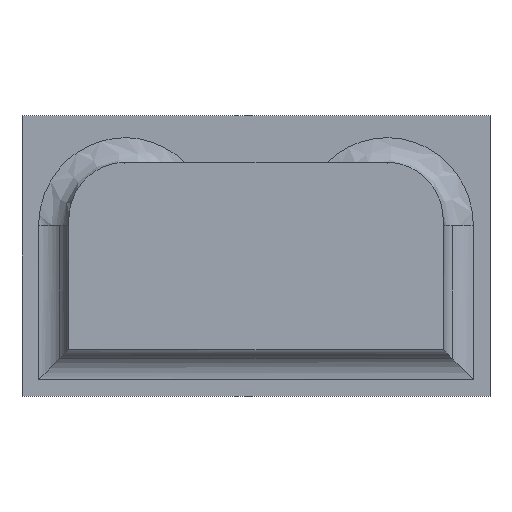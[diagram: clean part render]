
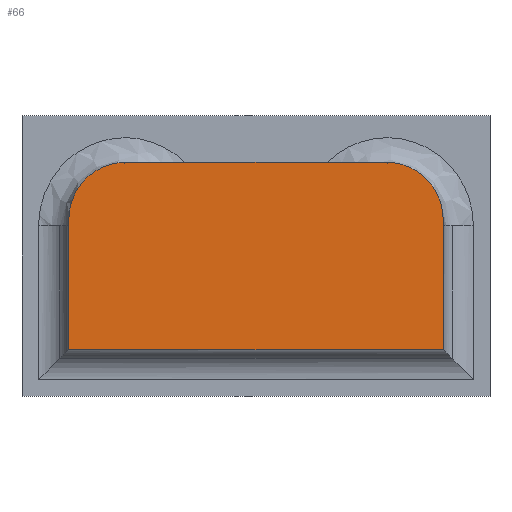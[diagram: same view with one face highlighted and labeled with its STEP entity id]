
A CAD part, front view. The second image highlights one B-rep face of the part: STEP entity #66.
In plain terms, the highlighted planar face has unit normal (0, -1, 0).
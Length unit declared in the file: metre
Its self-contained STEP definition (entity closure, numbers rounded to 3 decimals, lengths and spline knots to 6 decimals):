
#66=ADVANCED_FACE('0:1812',(#107),#108,.F.);
#107=FACE_OUTER_BOUND('',#2289,.T.);
#108=PLANE('',#2290);
#2289=EDGE_LOOP('',(#2418,#2419,#2420,#2421,#2422,#2423));
#2290=AXIS2_PLACEMENT_3D('',#2424,#2425,#2426);
#2418=ORIENTED_EDGE('',*,*,#2515,.F.);
#2419=ORIENTED_EDGE('',*,*,#2513,.T.);
#2420=ORIENTED_EDGE('',*,*,#2518,.F.);
#2421=ORIENTED_EDGE('',*,*,#2521,.T.);
#2422=ORIENTED_EDGE('',*,*,#2522,.T.);
#2423=ORIENTED_EDGE('',*,*,#2519,.T.);
#2424=CARTESIAN_POINT('',(0.0,-0.105,0.0));
#2425=DIRECTION('',(0.0,1.0,0.0));
#2426=DIRECTION('',(0.0,0.0,1.0));
#2513=EDGE_CURVE('0:14945',#2592,#2590,#2593,.F.);
#2515=EDGE_CURVE('0:46177',#2592,#2595,#2596,.T.);
#2518=EDGE_CURVE('0:46186',#2598,#2590,#2600,.T.);
#2519=EDGE_CURVE('0:14935',#2601,#2595,#2602,.F.);
#2521=EDGE_CURVE('0:14955',#2598,#2604,#2605,.F.);
#2522=EDGE_CURVE('0:14925',#2604,#2601,#2606,.F.);
#2590=VERTEX_POINT('',#2787);
#2592=VERTEX_POINT('',#2789);
#2593=LINE('',#2790,#2791);
#2595=VERTEX_POINT('',#2793);
#2596=B_SPLINE_CURVE_WITH_KNOTS('',3,(#2794,#2795,#2796,#2797,#2798,#2799,#2800,#2801,#2802,#2803,#2804,#2805,#2806,#2807,#2808,#2809,#2810,#2811,#2812,#2813,#2814,#2815,#2816,#2817,#2818,#2819,#2820,#2821,#2822,#2823,#2824),.UNSPECIFIED.,.F.,.F.,(4,3,3,3,3,3,3,3,3,3,4),(0.008974,0.009547,0.009969,0.010268,0.010818,0.011178,0.0115,0.012091,0.012541,0.013333,0.013461),.UNSPECIFIED.);
#2598=VERTEX_POINT('',#2826);
#2600=B_SPLINE_CURVE_WITH_KNOTS('',3,(#2828,#2829,#2830,#2831,#2832,#2833,#2834,#2835,#2836,#2837,#2838,#2839,#2840,#2841,#2842,#2843,#2844,#2845,#2846,#2847,#2848,#2849,#2850,#2851,#2852,#2853,#2854,#2855),.UNSPECIFIED.,.F.,.F.,(4,3,3,3,3,3,3,3,3,4),(0.022434,0.023232,0.023566,0.023878,0.024541,0.024916,0.02548,0.025802,0.026123,0.026921),.UNSPECIFIED.);
#2601=VERTEX_POINT('',#2856);
#2602=LINE('',#2857,#2858);
#2604=VERTEX_POINT('',#2861);
#2605=LINE('',#2862,#2863);
#2606=LINE('',#2864,#2865);
#2787=CARTESIAN_POINT('',(-0.007,-0.105,0.005));
#2789=CARTESIAN_POINT('',(0.007,-0.105,0.005));
#2790=CARTESIAN_POINT('',(0.0,-0.105,0.005));
#2791=VECTOR('',#2947,1.0);
#2793=CARTESIAN_POINT('',(0.01,-0.105,0.00194));
#2794=CARTESIAN_POINT('',(0.007,-0.105,0.005));
#2795=CARTESIAN_POINT('',(0.007191,-0.105,0.005));
#2796=CARTESIAN_POINT('',(0.0074,-0.105,0.00498));
#2797=CARTESIAN_POINT('',(0.007605,-0.105,0.004937));
#2798=CARTESIAN_POINT('',(0.007755,-0.105,0.004906));
#2799=CARTESIAN_POINT('',(0.007902,-0.105,0.004862));
#2800=CARTESIAN_POINT('',(0.008038,-0.105,0.004811));
#2801=CARTESIAN_POINT('',(0.008134,-0.105,0.004775));
#2802=CARTESIAN_POINT('',(0.008224,-0.105,0.004736));
#2803=CARTESIAN_POINT('',(0.008318,-0.105,0.004689));
#2804=CARTESIAN_POINT('',(0.00849,-0.105,0.004603));
#2805=CARTESIAN_POINT('',(0.008664,-0.105,0.004494));
#2806=CARTESIAN_POINT('',(0.00882,-0.105,0.004372));
#2807=CARTESIAN_POINT('',(0.008923,-0.105,0.004293));
#2808=CARTESIAN_POINT('',(0.009018,-0.105,0.004208));
#2809=CARTESIAN_POINT('',(0.009103,-0.105,0.004122));
#2810=CARTESIAN_POINT('',(0.009179,-0.105,0.004046));
#2811=CARTESIAN_POINT('',(0.009254,-0.105,0.003963));
#2812=CARTESIAN_POINT('',(0.009326,-0.105,0.003873));
#2813=CARTESIAN_POINT('',(0.009457,-0.105,0.003708));
#2814=CARTESIAN_POINT('',(0.009577,-0.105,0.003521));
#2815=CARTESIAN_POINT('',(0.00967,-0.105,0.003335));
#2816=CARTESIAN_POINT('',(0.009741,-0.105,0.003193));
#2817=CARTESIAN_POINT('',(0.009797,-0.105,0.003057));
#2818=CARTESIAN_POINT('',(0.009846,-0.105,0.002907));
#2819=CARTESIAN_POINT('',(0.009933,-0.105,0.002641));
#2820=CARTESIAN_POINT('',(0.009986,-0.105,0.002344));
#2821=CARTESIAN_POINT('',(0.009997,-0.105,0.00207));
#2822=CARTESIAN_POINT('',(0.009999,-0.105,0.002026));
#2823=CARTESIAN_POINT('',(0.01,-0.105,0.001983));
#2824=CARTESIAN_POINT('',(0.01,-0.105,0.00194));
#2826=CARTESIAN_POINT('',(-0.01,-0.105,0.00194));
#2828=CARTESIAN_POINT('',(-0.01,-0.105,0.00194));
#2829=CARTESIAN_POINT('',(-0.01,-0.105,0.002206));
#2830=CARTESIAN_POINT('',(-0.009962,-0.105,0.002506));
#2831=CARTESIAN_POINT('',(-0.009884,-0.105,0.002782));
#2832=CARTESIAN_POINT('',(-0.009852,-0.105,0.002898));
#2833=CARTESIAN_POINT('',(-0.009813,-0.105,0.003009));
#2834=CARTESIAN_POINT('',(-0.009771,-0.105,0.003112));
#2835=CARTESIAN_POINT('',(-0.009732,-0.105,0.003209));
#2836=CARTESIAN_POINT('',(-0.009686,-0.105,0.003307));
#2837=CARTESIAN_POINT('',(-0.009633,-0.105,0.003406));
#2838=CARTESIAN_POINT('',(-0.009522,-0.105,0.003615));
#2839=CARTESIAN_POINT('',(-0.009379,-0.105,0.003819));
#2840=CARTESIAN_POINT('',(-0.009226,-0.105,0.003992));
#2841=CARTESIAN_POINT('',(-0.009139,-0.105,0.004089));
#2842=CARTESIAN_POINT('',(-0.009052,-0.105,0.004176));
#2843=CARTESIAN_POINT('',(-0.008952,-0.105,0.004263));
#2844=CARTESIAN_POINT('',(-0.008803,-0.105,0.004394));
#2845=CARTESIAN_POINT('',(-0.008632,-0.105,0.004516));
#2846=CARTESIAN_POINT('',(-0.008456,-0.105,0.004616));
#2847=CARTESIAN_POINT('',(-0.008355,-0.105,0.004673));
#2848=CARTESIAN_POINT('',(-0.008253,-0.105,0.004722));
#2849=CARTESIAN_POINT('',(-0.008154,-0.105,0.004764));
#2850=CARTESIAN_POINT('',(-0.008055,-0.105,0.004807));
#2851=CARTESIAN_POINT('',(-0.007951,-0.105,0.004845));
#2852=CARTESIAN_POINT('',(-0.007841,-0.105,0.004877));
#2853=CARTESIAN_POINT('',(-0.007567,-0.105,0.004959));
#2854=CARTESIAN_POINT('',(-0.007266,-0.105,0.005));
#2855=CARTESIAN_POINT('',(-0.007,-0.105,0.005));
#2856=CARTESIAN_POINT('',(0.01,-0.105,-0.005));
#2857=CARTESIAN_POINT('',(0.01,-0.105,0.0));
#2858=VECTOR('',#2957,1.0);
#2861=CARTESIAN_POINT('',(-0.01,-0.105,-0.005));
#2862=CARTESIAN_POINT('',(-0.01,-0.105,0.0));
#2863=VECTOR('',#2959,1.0);
#2864=CARTESIAN_POINT('',(0.0,-0.105,-0.005));
#2865=VECTOR('',#2960,1.0);
#2947=DIRECTION('',(1.0,0.0,-0.0));
#2957=DIRECTION('',(0.0,0.0,-1.0));
#2959=DIRECTION('',(0.0,-0.0,1.0));
#2960=DIRECTION('',(-1.0,0.0,0.0));
